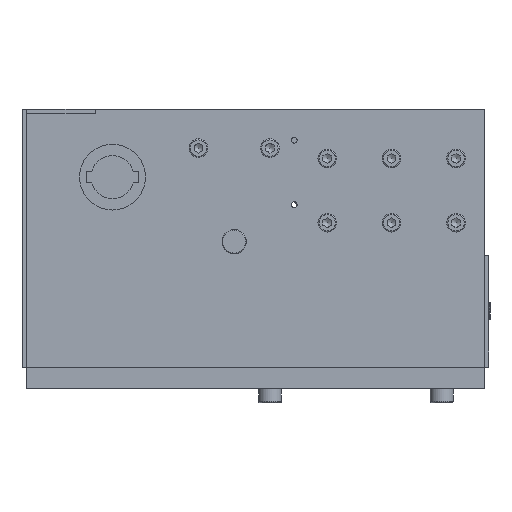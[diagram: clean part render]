
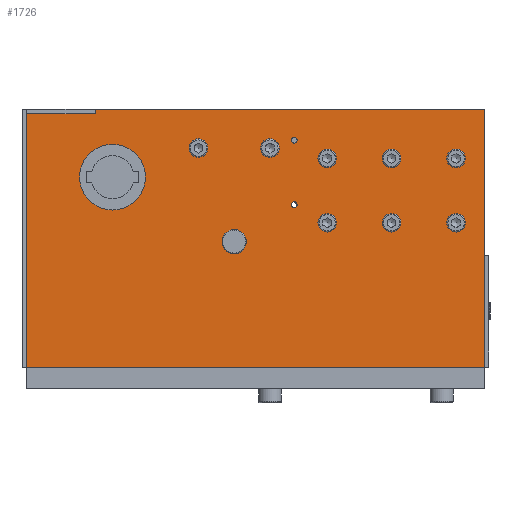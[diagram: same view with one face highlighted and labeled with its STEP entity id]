
A CAD part, left-side view. The second image highlights one B-rep face of the part: STEP entity #1726.
In plain terms, the highlighted face is planar.
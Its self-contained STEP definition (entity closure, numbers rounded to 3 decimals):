
#1023=CARTESIAN_POINT('',(24.5,100.8,0.0));
#1024=VERTEX_POINT('',#1023);
#1025=CARTESIAN_POINT('',(20.,100.8,0.0));
#1026=DIRECTION('',(0.0,0.0,1.0));
#1027=DIRECTION('',(1.0,0.0,0.0));
#1028=AXIS2_PLACEMENT_3D('',#1025,#1026,#1027);
#1029=CIRCLE('',#1028,4.5);
#1030=EDGE_CURVE('',#1024,#1024,#1029,.T.);
#1072=CARTESIAN_POINT('',(24.5,145.8,0.0));
#1073=VERTEX_POINT('',#1072);
#1074=CARTESIAN_POINT('',(20.,145.8,0.0));
#1075=DIRECTION('',(0.0,0.0,1.0));
#1076=DIRECTION('',(1.0,0.0,0.0));
#1077=AXIS2_PLACEMENT_3D('',#1074,#1075,#1076);
#1078=CIRCLE('',#1077,4.5);
#1079=EDGE_CURVE('',#1073,#1073,#1078,.T.);
#1121=CARTESIAN_POINT('',(69.5,100.8,0.0));
#1122=VERTEX_POINT('',#1121);
#1123=CARTESIAN_POINT('',(65.,100.8,0.0));
#1124=DIRECTION('',(0.0,0.0,1.0));
#1125=DIRECTION('',(1.0,0.0,0.0));
#1126=AXIS2_PLACEMENT_3D('',#1123,#1124,#1125);
#1127=CIRCLE('',#1126,4.5);
#1128=EDGE_CURVE('',#1122,#1122,#1127,.T.);
#1170=CARTESIAN_POINT('',(69.5,145.8,0.0));
#1171=VERTEX_POINT('',#1170);
#1172=CARTESIAN_POINT('',(65.,145.8,0.0));
#1173=DIRECTION('',(0.0,0.0,1.0));
#1174=DIRECTION('',(1.0,0.0,0.0));
#1175=AXIS2_PLACEMENT_3D('',#1172,#1173,#1174);
#1176=CIRCLE('',#1175,4.5);
#1177=EDGE_CURVE('',#1171,#1171,#1176,.T.);
#1219=CARTESIAN_POINT('',(114.5,100.8,0.0));
#1220=VERTEX_POINT('',#1219);
#1221=CARTESIAN_POINT('',(110.,100.8,0.0));
#1222=DIRECTION('',(0.0,0.0,1.0));
#1223=DIRECTION('',(1.0,0.0,0.0));
#1224=AXIS2_PLACEMENT_3D('',#1221,#1222,#1223);
#1225=CIRCLE('',#1224,4.5);
#1226=EDGE_CURVE('',#1220,#1220,#1225,.T.);
#1268=CARTESIAN_POINT('',(114.5,145.8,0.0));
#1269=VERTEX_POINT('',#1268);
#1270=CARTESIAN_POINT('',(110.,145.8,0.0));
#1271=DIRECTION('',(0.0,0.0,1.0));
#1272=DIRECTION('',(1.0,0.0,0.0));
#1273=AXIS2_PLACEMENT_3D('',#1270,#1271,#1272);
#1274=CIRCLE('',#1273,4.5);
#1275=EDGE_CURVE('',#1269,#1269,#1274,.T.);
#1317=CARTESIAN_POINT('',(135.,158.5,0.0));
#1318=VERTEX_POINT('',#1317);
#1319=CARTESIAN_POINT('',(133.,158.5,0.0));
#1320=DIRECTION('',(0.0,0.0,1.0));
#1321=DIRECTION('',(1.0,0.0,0.0));
#1322=AXIS2_PLACEMENT_3D('',#1319,#1320,#1321);
#1323=CIRCLE('',#1322,2.);
#1324=EDGE_CURVE('',#1318,#1318,#1323,.T.);
#1366=CARTESIAN_POINT('',(135.,113.5,0.0));
#1367=VERTEX_POINT('',#1366);
#1368=CARTESIAN_POINT('',(133.,113.5,0.0));
#1369=DIRECTION('',(0.0,0.0,1.0));
#1370=DIRECTION('',(1.0,0.0,0.0));
#1371=AXIS2_PLACEMENT_3D('',#1368,#1369,#1370);
#1372=CIRCLE('',#1371,2.);
#1373=EDGE_CURVE('',#1367,#1367,#1372,.T.);
#1415=CARTESIAN_POINT('',(183.5,87.6,0.0));
#1416=VERTEX_POINT('',#1415);
#1417=CARTESIAN_POINT('',(175.0,87.6,0.0));
#1418=DIRECTION('',(0.0,0.0,1.0));
#1419=DIRECTION('',(1.0,0.0,0.0));
#1420=AXIS2_PLACEMENT_3D('',#1417,#1418,#1419);
#1421=CIRCLE('',#1420,8.5);
#1422=EDGE_CURVE('',#1416,#1416,#1421,.T.);
#1464=CARTESIAN_POINT('',(154.5,153.0,0.0));
#1465=VERTEX_POINT('',#1464);
#1466=CARTESIAN_POINT('',(150.,153.0,0.0));
#1467=DIRECTION('',(0.0,0.0,1.0));
#1468=DIRECTION('',(1.0,0.0,0.0));
#1469=AXIS2_PLACEMENT_3D('',#1466,#1467,#1468);
#1470=CIRCLE('',#1469,4.5);
#1471=EDGE_CURVE('',#1465,#1465,#1470,.T.);
#1513=CARTESIAN_POINT('',(204.5,153.0,0.0));
#1514=VERTEX_POINT('',#1513);
#1515=CARTESIAN_POINT('',(200.,153.0,0.0));
#1516=DIRECTION('',(0.0,0.0,1.0));
#1517=DIRECTION('',(1.0,0.0,0.0));
#1518=AXIS2_PLACEMENT_3D('',#1515,#1516,#1517);
#1519=CIRCLE('',#1518,4.5);
#1520=EDGE_CURVE('',#1514,#1514,#1519,.T.);
#1562=CARTESIAN_POINT('',(283.0,132.7,0.0));
#1563=VERTEX_POINT('',#1562);
#1564=CARTESIAN_POINT('',(260.,132.7,0.0));
#1565=DIRECTION('',(0.0,0.0,1.0));
#1566=DIRECTION('',(1.0,0.0,0.0));
#1567=AXIS2_PLACEMENT_3D('',#1564,#1565,#1566);
#1568=CIRCLE('',#1567,23.);
#1569=EDGE_CURVE('',#1563,#1563,#1568,.T.);
#1579=CARTESIAN_POINT('',(272.,180.,0.0));
#1580=VERTEX_POINT('',#1579);
#1581=CARTESIAN_POINT('',(272.,177.,0.0));
#1582=VERTEX_POINT('',#1581);
#1583=CARTESIAN_POINT('',(272.,180.,0.0));
#1584=DIRECTION('',(0.0,-1.0,0.0));
#1585=VECTOR('',#1584,3.0);
#1586=LINE('',#1583,#1585);
#1587=EDGE_CURVE('',#1580,#1582,#1586,.T.);
#1619=CARTESIAN_POINT('',(320.,177.,0.0));
#1620=VERTEX_POINT('',#1619);
#1621=CARTESIAN_POINT('',(272.,177.,0.0));
#1622=DIRECTION('',(1.0,0.0,0.0));
#1623=VECTOR('',#1622,48.0);
#1624=LINE('',#1621,#1623);
#1625=EDGE_CURVE('',#1582,#1620,#1624,.T.);
#1651=CARTESIAN_POINT('',(160.0,90.0,0.0));
#1652=DIRECTION('',(0.0,0.0,1.0));
#1653=DIRECTION('',(1.0,0.0,0.0));
#1654=AXIS2_PLACEMENT_3D('',#1651,#1652,#1653);
#1655=PLANE('',#1654);
#1656=ORIENTED_EDGE('',*,*,#1587,.T.);
#1657=ORIENTED_EDGE('',*,*,#1625,.T.);
#1658=CARTESIAN_POINT('',(320.0,0.0,0.0));
#1659=VERTEX_POINT('',#1658);
#1660=CARTESIAN_POINT('',(320.0,0.0,0.0));
#1661=DIRECTION('',(0.0,1.0,0.0));
#1662=VECTOR('',#1661,177.);
#1663=LINE('',#1660,#1662);
#1664=EDGE_CURVE('',#1659,#1620,#1663,.T.);
#1665=ORIENTED_EDGE('',*,*,#1664,.F.);
#1666=CARTESIAN_POINT('',(0.0,0.0,0.0));
#1667=VERTEX_POINT('',#1666);
#1668=CARTESIAN_POINT('',(0.0,0.0,0.0));
#1669=DIRECTION('',(1.0,0.0,0.0));
#1670=VECTOR('',#1669,320.0);
#1671=LINE('',#1668,#1670);
#1672=EDGE_CURVE('',#1667,#1659,#1671,.T.);
#1673=ORIENTED_EDGE('',*,*,#1672,.F.);
#1674=CARTESIAN_POINT('',(0.,180.0,0.0));
#1675=VERTEX_POINT('',#1674);
#1676=CARTESIAN_POINT('',(0.,180.0,0.0));
#1677=DIRECTION('',(0.0,-1.0,0.0));
#1678=VECTOR('',#1677,180.0);
#1679=LINE('',#1676,#1678);
#1680=EDGE_CURVE('',#1675,#1667,#1679,.T.);
#1681=ORIENTED_EDGE('',*,*,#1680,.F.);
#1682=CARTESIAN_POINT('',(272.,180.,0.0));
#1683=DIRECTION('',(-1.0,0.0,0.0));
#1684=VECTOR('',#1683,272.0);
#1685=LINE('',#1682,#1684);
#1686=EDGE_CURVE('',#1580,#1675,#1685,.T.);
#1687=ORIENTED_EDGE('',*,*,#1686,.F.);
#1688=EDGE_LOOP('',(#1656,#1657,#1665,#1673,#1681,#1687));
#1689=FACE_OUTER_BOUND('',#1688,.T.);
#1690=ORIENTED_EDGE('',*,*,#1030,.T.);
#1691=EDGE_LOOP('',(#1690));
#1692=FACE_BOUND('',#1691,.T.);
#1693=ORIENTED_EDGE('',*,*,#1079,.T.);
#1694=EDGE_LOOP('',(#1693));
#1695=FACE_BOUND('',#1694,.T.);
#1696=ORIENTED_EDGE('',*,*,#1128,.T.);
#1697=EDGE_LOOP('',(#1696));
#1698=FACE_BOUND('',#1697,.T.);
#1699=ORIENTED_EDGE('',*,*,#1177,.T.);
#1700=EDGE_LOOP('',(#1699));
#1701=FACE_BOUND('',#1700,.T.);
#1702=ORIENTED_EDGE('',*,*,#1226,.T.);
#1703=EDGE_LOOP('',(#1702));
#1704=FACE_BOUND('',#1703,.T.);
#1705=ORIENTED_EDGE('',*,*,#1275,.T.);
#1706=EDGE_LOOP('',(#1705));
#1707=FACE_BOUND('',#1706,.T.);
#1708=ORIENTED_EDGE('',*,*,#1324,.T.);
#1709=EDGE_LOOP('',(#1708));
#1710=FACE_BOUND('',#1709,.T.);
#1711=ORIENTED_EDGE('',*,*,#1373,.T.);
#1712=EDGE_LOOP('',(#1711));
#1713=FACE_BOUND('',#1712,.T.);
#1714=ORIENTED_EDGE('',*,*,#1422,.T.);
#1715=EDGE_LOOP('',(#1714));
#1716=FACE_BOUND('',#1715,.T.);
#1717=ORIENTED_EDGE('',*,*,#1471,.T.);
#1718=EDGE_LOOP('',(#1717));
#1719=FACE_BOUND('',#1718,.T.);
#1720=ORIENTED_EDGE('',*,*,#1520,.T.);
#1721=EDGE_LOOP('',(#1720));
#1722=FACE_BOUND('',#1721,.T.);
#1723=ORIENTED_EDGE('',*,*,#1569,.T.);
#1724=EDGE_LOOP('',(#1723));
#1725=FACE_BOUND('',#1724,.T.);
#1726=ADVANCED_FACE('',(#1689,#1692,#1695,#1698,#1701,#1704,#1707,#1710,#1713,#1716,#1719,#1722,#1725),#1655,.F.);
